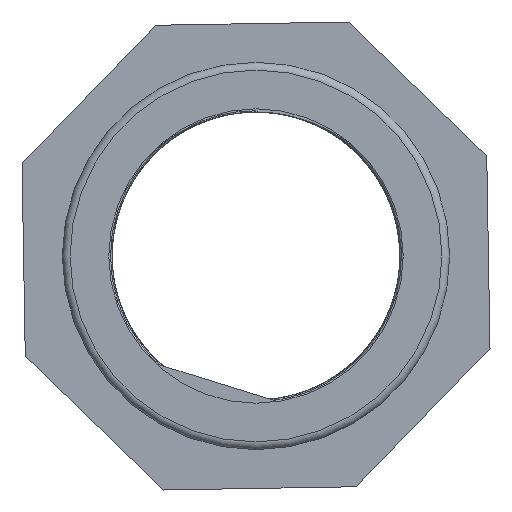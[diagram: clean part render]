
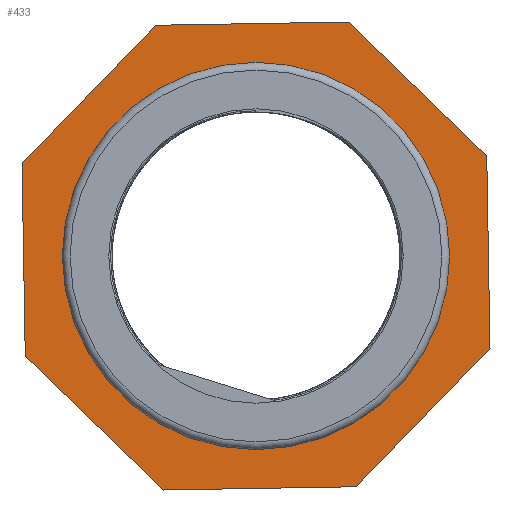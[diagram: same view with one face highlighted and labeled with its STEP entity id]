
A CAD part, left-side view. The second image highlights one B-rep face of the part: STEP entity #433.
In plain terms, the highlighted planar face has unit normal (-1, 0, 0).
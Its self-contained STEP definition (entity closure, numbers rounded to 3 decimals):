
#57=FACE_BOUND('',#130,.T.);
#64=CIRCLE('',#461,12.5);
#92=FACE_OUTER_BOUND('',#129,.T.);
#129=EDGE_LOOP('',(#346,#347,#348,#349,#350,#351,#352,#353));
#130=EDGE_LOOP('',(#354));
#146=LINE('',#586,#170);
#150=LINE('',#593,#174);
#153=LINE('',#599,#177);
#156=LINE('',#605,#180);
#159=LINE('',#611,#183);
#162=LINE('',#617,#186);
#165=LINE('',#623,#189);
#167=LINE('',#626,#191);
#170=VECTOR('',#488,10.);
#174=VECTOR('',#494,10.);
#177=VECTOR('',#499,10.);
#180=VECTOR('',#504,10.);
#183=VECTOR('',#509,10.);
#186=VECTOR('',#514,10.);
#189=VECTOR('',#519,10.);
#191=VECTOR('',#523,10.);
#194=VERTEX_POINT('',#583);
#195=VERTEX_POINT('',#585);
#197=VERTEX_POINT('',#591);
#199=VERTEX_POINT('',#597);
#201=VERTEX_POINT('',#603);
#203=VERTEX_POINT('',#609);
#205=VERTEX_POINT('',#615);
#207=VERTEX_POINT('',#621);
#211=VERTEX_POINT('',#636);
#235=EDGE_CURVE('',#194,#195,#146,.T.);
#239=EDGE_CURVE('',#197,#194,#150,.T.);
#242=EDGE_CURVE('',#199,#197,#153,.T.);
#245=EDGE_CURVE('',#201,#199,#156,.T.);
#248=EDGE_CURVE('',#203,#201,#159,.T.);
#251=EDGE_CURVE('',#205,#203,#162,.T.);
#254=EDGE_CURVE('',#207,#205,#165,.T.);
#256=EDGE_CURVE('',#195,#207,#167,.T.);
#260=EDGE_CURVE('',#211,#211,#64,.T.);
#346=ORIENTED_EDGE('',*,*,#245,.F.);
#347=ORIENTED_EDGE('',*,*,#248,.F.);
#348=ORIENTED_EDGE('',*,*,#251,.F.);
#349=ORIENTED_EDGE('',*,*,#254,.F.);
#350=ORIENTED_EDGE('',*,*,#256,.F.);
#351=ORIENTED_EDGE('',*,*,#235,.F.);
#352=ORIENTED_EDGE('',*,*,#239,.F.);
#353=ORIENTED_EDGE('',*,*,#242,.F.);
#354=ORIENTED_EDGE('',*,*,#260,.F.);
#413=PLANE('',#473);
#433=ADVANCED_FACE('',(#92,#57),#413,.T.);
#461=AXIS2_PLACEMENT_3D('',#637,#536,#537);
#473=AXIS2_PLACEMENT_3D('',#654,#560,#561);
#488=DIRECTION('',(0.,-1.,0.017));
#494=DIRECTION('',(0.,-0.695,0.719));
#499=DIRECTION('',(0.,0.017,1.));
#504=DIRECTION('',(0.,0.719,0.695));
#509=DIRECTION('',(0.,1.,-0.017));
#514=DIRECTION('',(0.,0.695,-0.719));
#519=DIRECTION('',(0.,-0.017,-1.));
#523=DIRECTION('',(0.,-0.719,-0.695));
#536=DIRECTION('center_axis',(-1.,0.,0.));
#537=DIRECTION('ref_axis',(0.,0.,1.));
#560=DIRECTION('center_axis',(-1.,0.,0.));
#561=DIRECTION('ref_axis',(0.,0.,1.));
#583=CARTESIAN_POINT('',(20.601,10.966,14.893));
#585=CARTESIAN_POINT('',(20.601,-1.458,15.103));
#586=CARTESIAN_POINT('',(20.601,10.966,14.893));
#591=CARTESIAN_POINT('',(20.601,19.603,5.958));
#593=CARTESIAN_POINT('',(20.601,19.603,5.958));
#597=CARTESIAN_POINT('',(20.601,19.393,-6.466));
#599=CARTESIAN_POINT('',(20.601,19.393,-6.466));
#603=CARTESIAN_POINT('',(20.601,10.458,-15.103));
#605=CARTESIAN_POINT('',(20.601,10.458,-15.103));
#609=CARTESIAN_POINT('',(20.601,-1.966,-14.893));
#611=CARTESIAN_POINT('',(20.601,-1.966,-14.893));
#615=CARTESIAN_POINT('',(20.601,-10.603,-5.958));
#617=CARTESIAN_POINT('',(20.601,-10.603,-5.958));
#621=CARTESIAN_POINT('',(20.601,-10.393,6.466));
#623=CARTESIAN_POINT('',(20.601,-10.393,6.466));
#626=CARTESIAN_POINT('',(20.601,-1.458,15.103));
#636=CARTESIAN_POINT('',(20.601,-8.,0.));
#637=CARTESIAN_POINT('Origin',(20.601,4.5,0.));
#654=CARTESIAN_POINT('Origin',(20.601,-8.,0.));
